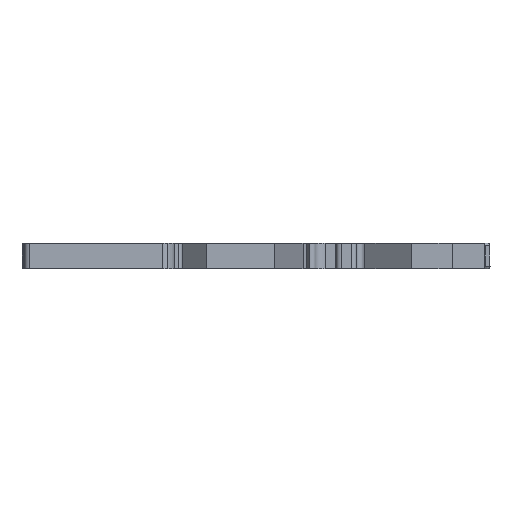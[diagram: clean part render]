
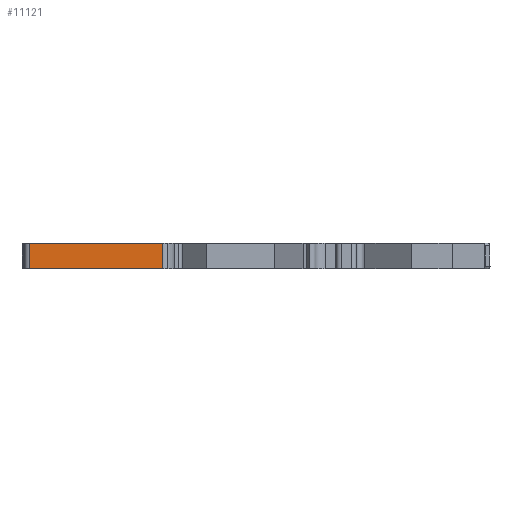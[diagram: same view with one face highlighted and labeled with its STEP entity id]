
A CAD part, front view. The second image highlights one B-rep face of the part: STEP entity #11121.
In plain terms, the highlighted planar face has unit normal (0, -1, 0).
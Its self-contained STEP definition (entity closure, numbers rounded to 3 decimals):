
#3436=DIRECTION('',(0.,0.,-1.));
#3437=VECTOR('',#3436,5.);
#3438=CARTESIAN_POINT('',(-44.05,-6.,2.5));
#3439=LINE('',#3438,#3437);
#3440=DIRECTION('',(0.,0.,-1.));
#3441=VECTOR('',#3440,5.);
#3442=CARTESIAN_POINT('',(-18.05,-6.,2.5));
#3443=LINE('',#3442,#3441);
#3444=DIRECTION('',(-1.,0.,0.));
#3445=VECTOR('',#3444,26.);
#3446=CARTESIAN_POINT('',(-18.05,-6.,-2.5));
#3447=LINE('',#3446,#3445);
#3448=DIRECTION('',(1.,0.,0.));
#3449=VECTOR('',#3448,26.);
#3450=CARTESIAN_POINT('',(-44.05,-6.,2.5));
#3451=LINE('',#3450,#3449);
#5275=CARTESIAN_POINT('',(-44.05,-6.,-2.5));
#5276=VERTEX_POINT('',#5275);
#5277=CARTESIAN_POINT('',(-18.05,-6.,-2.5));
#5278=VERTEX_POINT('',#5277);
#5391=CARTESIAN_POINT('',(-18.05,-6.,2.5));
#5392=VERTEX_POINT('',#5391);
#5393=CARTESIAN_POINT('',(-44.05,-6.,2.5));
#5394=VERTEX_POINT('',#5393);
#11109=CARTESIAN_POINT('',(-31.05,-6.,0.));
#11110=DIRECTION('',(0.,1.,0.));
#11111=DIRECTION('',(1.,0.,0.));
#11112=AXIS2_PLACEMENT_3D('',#11109,#11110,#11111);
#11113=PLANE('',#11112);
#11115=ORIENTED_EDGE('',*,*,#11114,.T.);
#11116=ORIENTED_EDGE('',*,*,#7816,.T.);
#11117=ORIENTED_EDGE('',*,*,#11104,.F.);
#11118=ORIENTED_EDGE('',*,*,#6616,.T.);
#11119=EDGE_LOOP('',(#11115,#11116,#11117,#11118));
#11120=FACE_OUTER_BOUND('',#11119,.F.);
#6616=EDGE_CURVE('',#5394,#5392,#3451,.T.);
#7816=EDGE_CURVE('',#5278,#5276,#3447,.T.);
#11104=EDGE_CURVE('',#5394,#5276,#3439,.T.);
#11114=EDGE_CURVE('',#5392,#5278,#3443,.T.);
#11121=ADVANCED_FACE('',(#11120),#11113,.F.);
